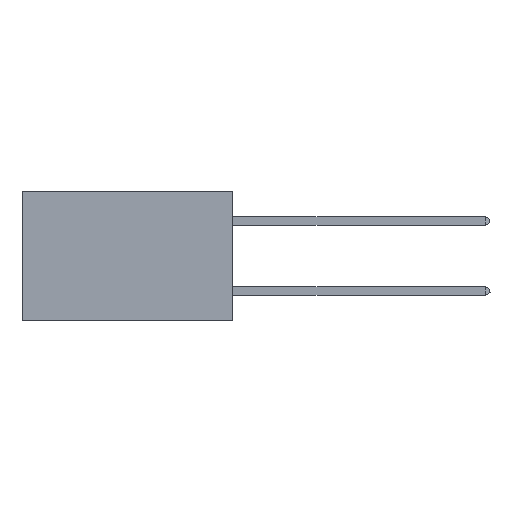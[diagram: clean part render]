
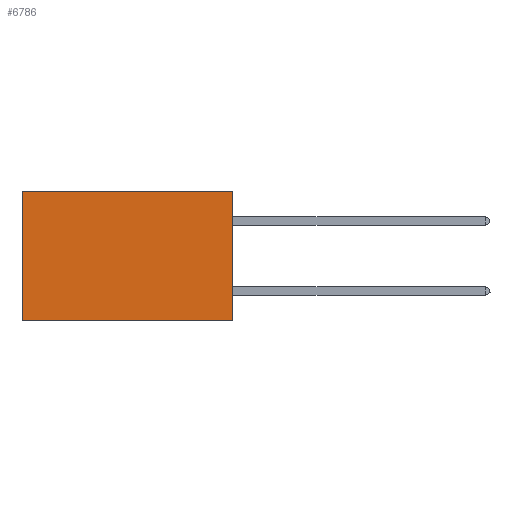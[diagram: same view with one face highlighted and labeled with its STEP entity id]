
A CAD part, left-side view. The second image highlights one B-rep face of the part: STEP entity #6786.
In plain terms, the highlighted planar face has unit normal (-1, 0, 0).
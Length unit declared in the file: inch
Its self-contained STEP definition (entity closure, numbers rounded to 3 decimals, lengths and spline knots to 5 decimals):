
#473 = ORIENTED_EDGE ( 'NONE', *, *, #12653, .T. ) ;
#1212 = LINE ( 'NONE', #8446, #4416 ) ;
#1248 = CARTESIAN_POINT ( 'NONE',  ( 0.2875, 0.6, 0. ) ) ;
#1858 = CARTESIAN_POINT ( 'NONE',  ( 0.2875, 0.6, 0. ) ) ;
#2819 = DIRECTION ( 'NONE',  ( 0., 0., -1. ) ) ;
#4416 = VECTOR ( 'NONE', #22614, 39.37008 ) ;
#5038 = CARTESIAN_POINT ( 'NONE',  ( 0.2875, 0., 0. ) ) ;
#6701 = DIRECTION ( 'NONE',  ( 1., 0., 0. ) ) ;
#6786 = ADVANCED_FACE ( 'NONE', ( #16504 ), #18010, .F. ) ;
#7717 = ORIENTED_EDGE ( 'NONE', *, *, #10295, .T. ) ;
#8446 = CARTESIAN_POINT ( 'NONE',  ( 0.2875, 0., 0. ) ) ;
#9688 = VERTEX_POINT ( 'NONE', #25805 ) ;
#9884 = VERTEX_POINT ( 'NONE', #20652 ) ;
#10295 = EDGE_CURVE ( 'NONE', #13249, #20172, #18555, .T. ) ;
#11465 = VECTOR ( 'NONE', #19161, 39.37008 ) ;
#12181 = DIRECTION ( 'NONE',  ( 0., 1., 0. ) ) ;
#12653 = EDGE_CURVE ( 'NONE', #9688, #13249, #13976, .T. ) ;
#12705 = EDGE_LOOP ( 'NONE', ( #7717, #24006, #14010, #473 ) ) ;
#13212 = VECTOR ( 'NONE', #26175, 39.37008 ) ;
#13249 = VERTEX_POINT ( 'NONE', #1248 ) ;
#13976 = LINE ( 'NONE', #5038, #11465 ) ;
#14010 = ORIENTED_EDGE ( 'NONE', *, *, #22182, .F. ) ;
#14530 = VECTOR ( 'NONE', #12181, 39.37008 ) ;
#16504 = FACE_OUTER_BOUND ( 'NONE', #12705, .T. ) ;
#18010 = PLANE ( 'NONE',  #18681 ) ;
#18251 = CARTESIAN_POINT ( 'NONE',  ( 0.2875, 0., -0.37 ) ) ;
#18555 = LINE ( 'NONE', #1858, #13212 ) ;
#18681 = AXIS2_PLACEMENT_3D ( 'NONE', #18818, #6701, #2819 ) ;
#18818 = CARTESIAN_POINT ( 'NONE',  ( 0.2875, 0., 0. ) ) ;
#19161 = DIRECTION ( 'NONE',  ( 0., 1., 0. ) ) ;
#20172 = VERTEX_POINT ( 'NONE', #24061 ) ;
#20652 = CARTESIAN_POINT ( 'NONE',  ( 0.2875, 0., -0.37 ) ) ;
#21970 = EDGE_CURVE ( 'NONE', #9884, #20172, #22157, .T. ) ;
#22157 = LINE ( 'NONE', #18251, #14530 ) ;
#22182 = EDGE_CURVE ( 'NONE', #9688, #9884, #1212, .T. ) ;
#22614 = DIRECTION ( 'NONE',  ( 0., 0., -1. ) ) ;
#24006 = ORIENTED_EDGE ( 'NONE', *, *, #21970, .F. ) ;
#24061 = CARTESIAN_POINT ( 'NONE',  ( 0.2875, 0.6, -0.37 ) ) ;
#25805 = CARTESIAN_POINT ( 'NONE',  ( 0.2875, 0., 0. ) ) ;
#26175 = DIRECTION ( 'NONE',  ( 0., 0., -1. ) ) ;
